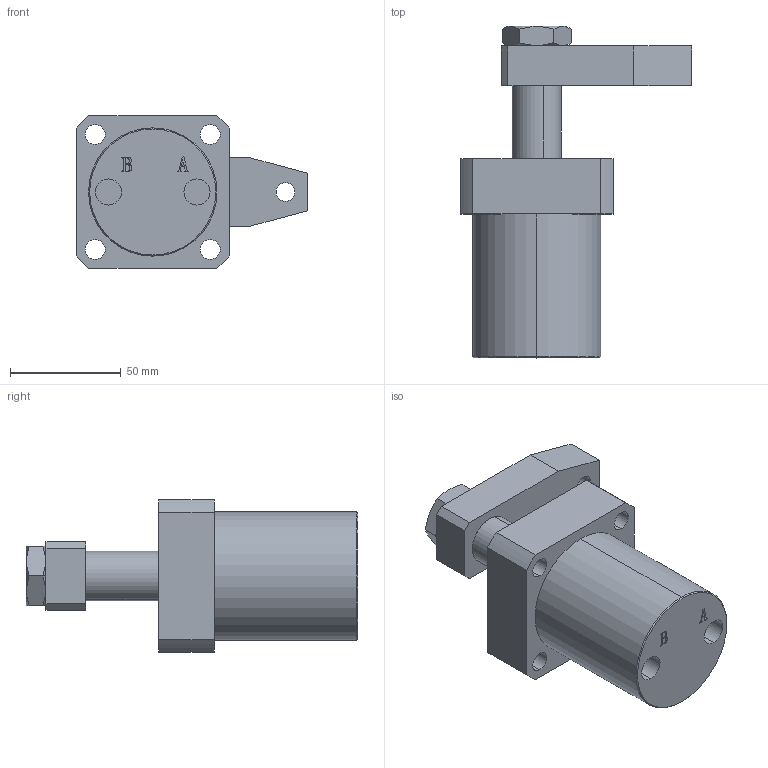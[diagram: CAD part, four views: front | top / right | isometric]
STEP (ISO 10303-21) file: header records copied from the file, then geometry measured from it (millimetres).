
FILE_DESCRIPTION (( 'STEP AP203' ), '1' );
FILE_NAME ('HSL-FA40S.STEP', '2019-10-06T06:07:32', ( '微软用户' ), ( '微软中国' ), 'SwSTEP 2.0', 'SolidWorks 2012', '' );
FILE_SCHEMA (( 'CONFIG_CONTROL_DESIGN' ));
Length unit declared in the file: millimetre
Products named in the file (5): HSL-FA40S掛极; HSL-40S活塞杆; HSL-40S揤旋杻秶; hex thin nuts-grades ab-chamfered gb_GB_FASTENER_NUT_STNAB  B M18-N; HSL-FA40S
Assembly tree (4 placements, depth 2):
  HSL-FA40S
    HSL-FA40S掛极
    HSL-40S活塞杆
    HSL-40S揤旋杻秶
    hex thin nuts-grades ab-chamfered gb_GB_FASTENER_NUT_STNAB  B M18-N
Bounding box: 104.5 x 150 x 69 mm (x, y, z)
Volume: 302592.8 mm3; surface area: 63009.5 mm2
Topology: 4 solids, 4 shells, 158 faces, 376 edges, 244 vertices
Faces by surface type: plane 76, cylinder 44, cone 16, bspline 16, torus 6
Entity records: 5953 total; most frequent: CARTESIAN_POINT 1765, ORIENTED_EDGE 752, DIRECTION 748, EDGE_CURVE 376, AXIS2_PLACEMENT_3D 267, VERTEX_POINT 244, VECTOR 214, LINE 214
